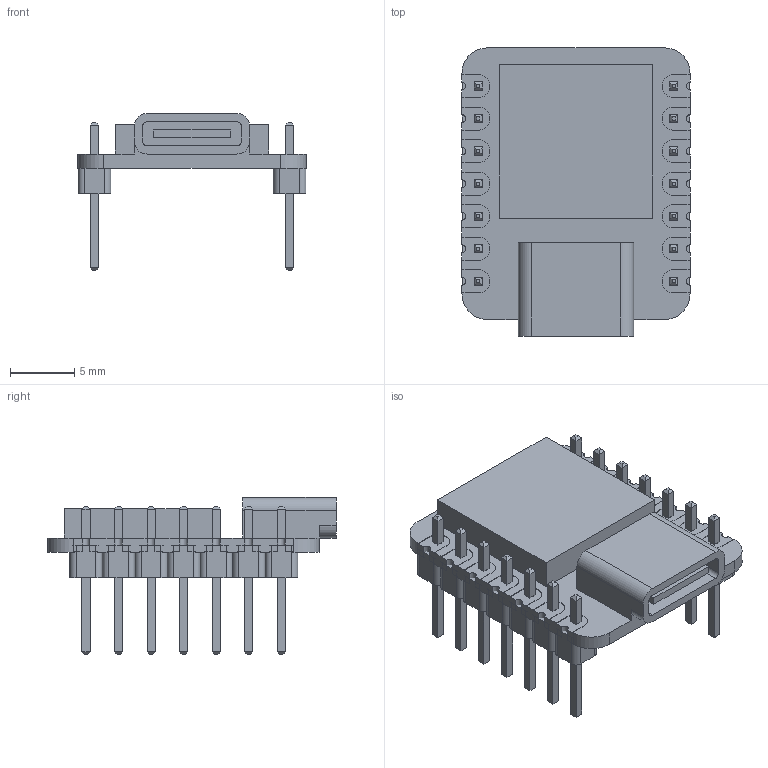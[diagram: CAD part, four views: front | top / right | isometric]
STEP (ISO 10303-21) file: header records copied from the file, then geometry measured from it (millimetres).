
FILE_DESCRIPTION(/* description */ ('STEP AP242','CAx-IF Rec.Pracs.---Representation and Presentation of Product Manufacturing Information (PMI)---4.0---2014-10-13','CAx-IF Rec.Pracs.---3D Tessellated Geometry---0.4---2014-09-14','2;1'),/* implementation_level */ '2;1');
FILE_NAME(/* name */ '65045cadb5b437446bdfb260',/* time_stamp */ '2023-09-15T13:31:25Z',/* author */ (''),/* organization */ (''),/* preprocessor_version */ 'ST-DEVELOPER v19.4',/* originating_system */ ' ',/* authorisation */ ' ');
FILE_SCHEMA (('AP242_MANAGED_MODEL_BASED_3D_ENGINEERING_MIM_LF { 1 0 10303 442 1 1 4 }'));
Length unit declared in the file: metre
Products named in the file (16): Assembly 1; Pino003; Pino001; Base001; Base003; Pino006; Base004; Pino002; Seeeduino Xiao v2; Pino005; Base005; Base006; Base002; Pino; Base; Pino004
Assembly tree (29 placements, depth 2):
  Assembly 1
    Pino003  x2
    Pino001  x2
    Base001  x2
    Base003  x2
    Pino006  x2
    Base004  x2
    Pino002  x2
    Seeeduino Xiao v2
    Pino005  x2
    Base005  x2
    Base006  x2
    Base002  x2
    Pino  x2
    Base  x2
    Pino004  x2
Bounding box: 17.8 x 22.5 x 12.26 mm (x, y, z)
Volume: 1129.2 mm3; surface area: 2234.1 mm2
Topology: 29 solids, 29 shells, 641 faces, 1586 edges, 1006 vertices
Faces by surface type: plane 517, cylinder 124
Full cylindrical faces by diameter (mm): 0.6 x14
Entity records: 13431 total; most frequent: CARTESIAN_POINT 2185, DIRECTION 2140, ORIENTED_EDGE 2108, EDGE_CURVE 1054, LINE 862, VECTOR 862, VERTEX_POINT 684, AXIS2_PLACEMENT_3D 639
